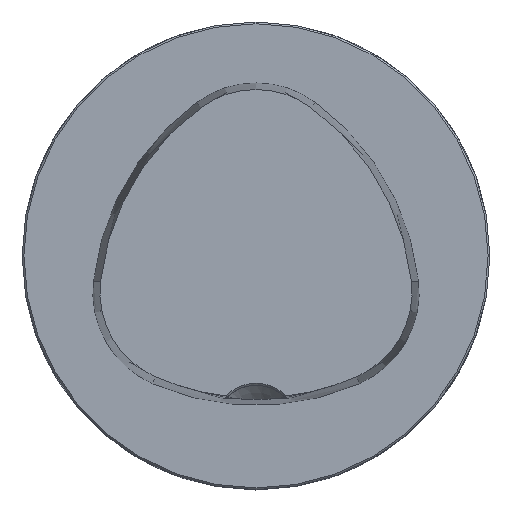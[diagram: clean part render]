
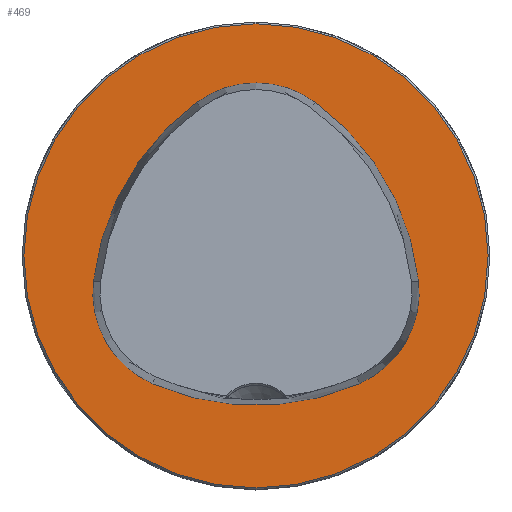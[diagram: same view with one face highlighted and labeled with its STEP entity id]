
A CAD part, top view. The second image highlights one B-rep face of the part: STEP entity #469.
In plain terms, the highlighted planar face has unit normal (0, 0, 1).
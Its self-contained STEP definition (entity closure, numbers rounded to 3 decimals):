
#469=ADVANCED_FACE('CU_E_LO_SU_1',(#685,#686),#603,.T.);
#603=PLANE('',#1989);
#685=FACE_BOUND('',#764,.T.);
#686=FACE_BOUND('',#765,.T.);
#764=EDGE_LOOP('',(#983));
#765=EDGE_LOOP('',(#984,#985,#986,#987,#988,#989));
#983=ORIENTED_EDGE('',*,*,#1634,.T.);
#984=ORIENTED_EDGE('',*,*,#1635,.F.);
#985=ORIENTED_EDGE('',*,*,#1636,.F.);
#986=ORIENTED_EDGE('',*,*,#1637,.F.);
#987=ORIENTED_EDGE('',*,*,#1638,.F.);
#988=ORIENTED_EDGE('',*,*,#1632,.F.);
#989=ORIENTED_EDGE('',*,*,#1639,.F.);
#1474=VERTEX_POINT('',#3157);
#1475=VERTEX_POINT('',#3159);
#1476=VERTEX_POINT('',#3163);
#1477=VERTEX_POINT('',#3165);
#1478=VERTEX_POINT('',#3166);
#1479=VERTEX_POINT('',#3168);
#1480=VERTEX_POINT('',#3170);
#1632=EDGE_CURVE('',#1474,#1475,#1843,.T.);
#1634=EDGE_CURVE('',#1476,#1476,#1844,.T.);
#1635=EDGE_CURVE('',#1477,#1478,#1845,.T.);
#1636=EDGE_CURVE('',#1479,#1477,#1846,.T.);
#1637=EDGE_CURVE('',#1480,#1479,#1847,.T.);
#1638=EDGE_CURVE('',#1475,#1480,#1848,.T.);
#1639=EDGE_CURVE('',#1478,#1474,#1849,.T.);
#1843=CIRCLE('',#1981,44.075);
#1844=CIRCLE('',#1983,39.7);
#1845=CIRCLE('',#1984,44.075);
#1846=CIRCLE('',#1985,17.075);
#1847=CIRCLE('',#1986,44.075);
#1848=CIRCLE('',#1987,17.075);
#1849=CIRCLE('',#1988,17.075);
#1981=AXIS2_PLACEMENT_3D('',#3158,#2265,#2266);
#1983=AXIS2_PLACEMENT_3D('',#3162,#2270,#2271);
#1984=AXIS2_PLACEMENT_3D('',#3164,#2272,#2273);
#1985=AXIS2_PLACEMENT_3D('',#3167,#2274,#2275);
#1986=AXIS2_PLACEMENT_3D('',#3169,#2276,#2277);
#1987=AXIS2_PLACEMENT_3D('',#3171,#2278,#2279);
#1988=AXIS2_PLACEMENT_3D('',#3172,#2280,#2281);
#1989=AXIS2_PLACEMENT_3D('',#3173,#2282,#2283);
#2265=DIRECTION('',(0.,0.,1.));
#2266=DIRECTION('',(1.,0.,0.));
#2270=DIRECTION('',(0.,0.,1.));
#2271=DIRECTION('',(1.,0.,0.));
#2272=DIRECTION('',(0.,0.,1.));
#2273=DIRECTION('',(1.,0.,0.));
#2274=DIRECTION('',(0.,0.,1.));
#2275=DIRECTION('',(1.,0.,0.));
#2276=DIRECTION('',(0.,0.,1.));
#2277=DIRECTION('',(1.,0.,0.));
#2278=DIRECTION('',(0.,0.,1.));
#2279=DIRECTION('',(1.,0.,0.));
#2280=DIRECTION('',(0.,0.,1.));
#2281=DIRECTION('',(1.,0.,0.));
#2282=DIRECTION('',(0.,0.,1.));
#2283=DIRECTION('',(1.,0.,0.));
#3157=CARTESIAN_POINT('',(-17.691,-21.869,0.));
#3158=CARTESIAN_POINT('',(0.,18.5,0.));
#3159=CARTESIAN_POINT('',(17.691,-21.869,0.));
#3162=CARTESIAN_POINT('',(0.,0.,0.));
#3163=CARTESIAN_POINT('',(39.7,0.,0.));
#3164=CARTESIAN_POINT('',(15.993,-9.254,0.));
#3165=CARTESIAN_POINT('',(-10.114,26.257,0.));
#3166=CARTESIAN_POINT('',(-27.805,-4.317,0.));
#3167=CARTESIAN_POINT('',(0.,12.5,0.));
#3168=CARTESIAN_POINT('',(10.114,26.257,0.));
#3169=CARTESIAN_POINT('',(-15.993,-9.254,0.));
#3170=CARTESIAN_POINT('',(27.805,-4.317,0.));
#3171=CARTESIAN_POINT('',(10.837,-6.23,0.));
#3172=CARTESIAN_POINT('',(-10.837,-6.23,0.));
#3173=CARTESIAN_POINT('',(0.,0.,0.));
